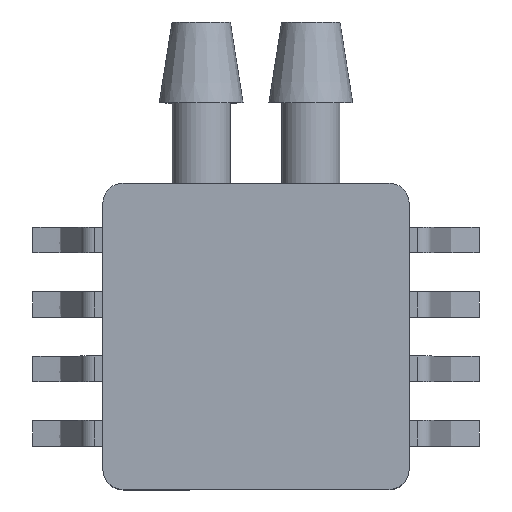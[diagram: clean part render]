
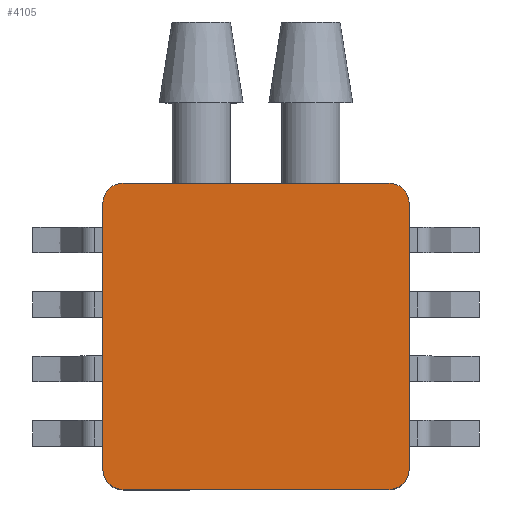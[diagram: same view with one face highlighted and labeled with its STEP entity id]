
A CAD part, top view. The second image highlights one B-rep face of the part: STEP entity #4105.
In plain terms, the highlighted planar face has unit normal (0, 0, 1).
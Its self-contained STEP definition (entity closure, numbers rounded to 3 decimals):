
#4030=CARTESIAN_POINT('',(6.639,-6.638,9.906));
#4031=DIRECTION('',(0.0,0.0,1.0));
#4032=DIRECTION('',(0.0,1.0,0.0));
#4033=AXIS2_PLACEMENT_3D('',#4030,#4031,#4032);
#4034=PLANE('',#4033);
#4035=CARTESIAN_POINT('',(5.235,-6.035,9.906));
#4036=VERTEX_POINT('',#4035);
#4037=CARTESIAN_POINT('',(6.035,-5.235,9.906));
#4038=VERTEX_POINT('',#4037);
#4039=CARTESIAN_POINT('',(5.235,-5.235,9.906));
#4040=DIRECTION('',(0.0,0.0,1.0));
#4041=DIRECTION('',(0.0,1.0,0.0));
#4042=AXIS2_PLACEMENT_3D('',#4039,#4040,#4041);
#4043=CIRCLE('',#4042,0.8);
#4044=EDGE_CURVE('',#4036,#4038,#4043,.T.);
#4045=ORIENTED_EDGE('',*,*,#4044,.T.);
#4046=CARTESIAN_POINT('',(6.035,5.235,9.906));
#4047=VERTEX_POINT('',#4046);
#4048=CARTESIAN_POINT('',(6.035,-5.235,9.906));
#4049=DIRECTION('',(0.0,1.0,0.0));
#4050=VECTOR('',#4049,10.47);
#4051=LINE('',#4048,#4050);
#4052=EDGE_CURVE('',#4038,#4047,#4051,.T.);
#4053=ORIENTED_EDGE('',*,*,#4052,.T.);
#4054=CARTESIAN_POINT('',(5.235,6.035,9.906));
#4055=VERTEX_POINT('',#4054);
#4056=CARTESIAN_POINT('',(5.235,5.235,9.906));
#4057=DIRECTION('',(0.0,0.0,1.0));
#4058=DIRECTION('',(0.0,1.0,0.0));
#4059=AXIS2_PLACEMENT_3D('',#4056,#4057,#4058);
#4060=CIRCLE('',#4059,0.8);
#4061=EDGE_CURVE('',#4047,#4055,#4060,.T.);
#4062=ORIENTED_EDGE('',*,*,#4061,.T.);
#4063=CARTESIAN_POINT('',(-5.235,6.035,9.906));
#4064=VERTEX_POINT('',#4063);
#4065=CARTESIAN_POINT('',(5.235,6.035,9.906));
#4066=DIRECTION('',(-1.0,0.0,0.0));
#4067=VECTOR('',#4066,10.47);
#4068=LINE('',#4065,#4067);
#4069=EDGE_CURVE('',#4055,#4064,#4068,.T.);
#4070=ORIENTED_EDGE('',*,*,#4069,.T.);
#4071=CARTESIAN_POINT('',(-6.035,5.235,9.906));
#4072=VERTEX_POINT('',#4071);
#4073=CARTESIAN_POINT('',(-5.235,5.235,9.906));
#4074=DIRECTION('',(0.0,0.0,1.0));
#4075=DIRECTION('',(0.0,1.0,0.0));
#4076=AXIS2_PLACEMENT_3D('',#4073,#4074,#4075);
#4077=CIRCLE('',#4076,0.8);
#4078=EDGE_CURVE('',#4064,#4072,#4077,.T.);
#4079=ORIENTED_EDGE('',*,*,#4078,.T.);
#4080=CARTESIAN_POINT('',(-6.035,-5.235,9.906));
#4081=VERTEX_POINT('',#4080);
#4082=CARTESIAN_POINT('',(-6.035,5.235,9.906));
#4083=DIRECTION('',(0.0,-1.0,0.0));
#4084=VECTOR('',#4083,10.47);
#4085=LINE('',#4082,#4084);
#4086=EDGE_CURVE('',#4072,#4081,#4085,.T.);
#4087=ORIENTED_EDGE('',*,*,#4086,.T.);
#4088=CARTESIAN_POINT('',(-5.235,-6.035,9.906));
#4089=VERTEX_POINT('',#4088);
#4090=CARTESIAN_POINT('',(-5.235,-5.235,9.906));
#4091=DIRECTION('',(0.0,0.0,1.0));
#4092=DIRECTION('',(0.0,1.0,0.0));
#4093=AXIS2_PLACEMENT_3D('',#4090,#4091,#4092);
#4094=CIRCLE('',#4093,0.8);
#4095=EDGE_CURVE('',#4081,#4089,#4094,.T.);
#4096=ORIENTED_EDGE('',*,*,#4095,.T.);
#4097=CARTESIAN_POINT('',(-5.235,-6.035,9.906));
#4098=DIRECTION('',(1.0,0.0,0.0));
#4099=VECTOR('',#4098,10.47);
#4100=LINE('',#4097,#4099);
#4101=EDGE_CURVE('',#4089,#4036,#4100,.T.);
#4102=ORIENTED_EDGE('',*,*,#4101,.T.);
#4103=EDGE_LOOP('',(#4045,#4053,#4062,#4070,#4079,#4087,#4096,#4102));
#4104=FACE_OUTER_BOUND('',#4103,.T.);
#4105=ADVANCED_FACE('',(#4104),#4034,.T.);
